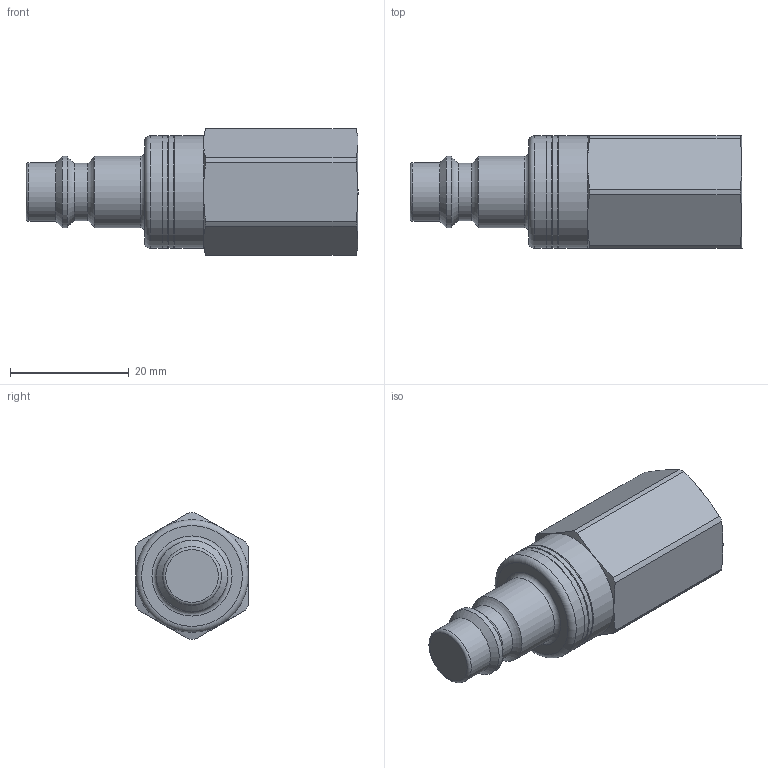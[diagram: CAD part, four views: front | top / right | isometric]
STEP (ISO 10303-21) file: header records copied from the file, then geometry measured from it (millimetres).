
FILE_DESCRIPTION((''),'2;1');
FILE_NAME('25sbiw17rvx.stp','2014-09-26T08:17:26',('MS049480'),(''),'Autodesk Inventor 2013','Autodesk Inventor 2013','');
FILE_SCHEMA(('AUTOMOTIVE_DESIGN { 1 0 10303 214 1 1 1 1 }'));
Length unit declared in the file: millimetre
Products named in the file (1): D111969
Bounding box: 56 x 19 x 21.4 mm (x, y, z)
Volume: 12785.3 mm3; surface area: 3779.1 mm2
Topology: 1 solids, 2 shells, 48 faces, 101 edges, 59 vertices
Faces by surface type: cylinder 16, cone 13, plane 12, torus 7
Full cylindrical faces by diameter (mm): 9.75 x1, 9.9 x1, 12 x2, 14.5 x1, 16 x1, 18.95 x3, 19 x1
Entity records: 1214 total; most frequent: CARTESIAN_POINT 219, DIRECTION 202, ORIENTED_EDGE 152, AXIS2_PLACEMENT_3D 95, EDGE_CURVE 76, EDGE_LOOP 76, VERTEX_POINT 58, STYLED_ITEM 49
